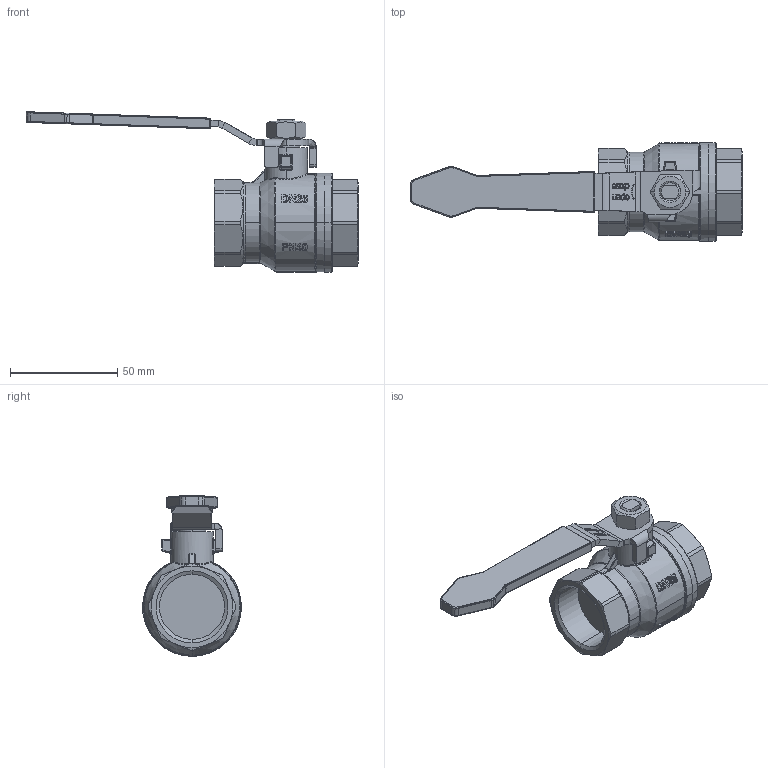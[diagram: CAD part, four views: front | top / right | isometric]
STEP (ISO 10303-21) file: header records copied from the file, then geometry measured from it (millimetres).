
FILE_DESCRIPTION(('HOOPS Exchange Step'),'2;1');
FILE_NAME('GK0100_DN25.stp','2025-05-20T16:30:32+02:00',('nieru'),('Unknown organisation'),'HOOPS Exchange 2024.2','HOOPS Exchange','Unknown authorisation');
FILE_SCHEMA( ('AP203_CONFIGURATION_CONTROLLED_3D_DESIGN_OF_MECHANICAL_PARTS_AND_ASSEMBLIES_MIM_LF') );
Length unit declared in the file: millimetre
Products named in the file (2): 0; root
Assembly tree (1 placements, depth 2):
  root
    0
Bounding box: 154.52 x 46 x 74.72 mm (x, y, z)
Volume: 88010.1 mm3; surface area: 22816.1 mm2
Topology: 1 solids, 1 shells, 720 faces, 1888 edges, 1206 vertices
Faces by surface type: plane 248, cylinder 202, bspline 188, cone 40, torus 28, sphere 14
Entity records: 27964 total; most frequent: CARTESIAN_POINT 12360, ORIENTED_EDGE 3764, DIRECTION 2456, EDGE_CURVE 1882, VERTEX_POINT 1206, AXIS2_PLACEMENT_3D 925, B_SPLINE_CURVE_WITH_KNOTS 769, EDGE_LOOP 762
